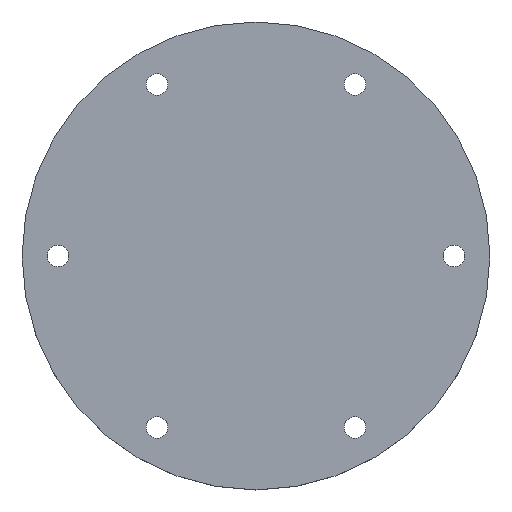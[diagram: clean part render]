
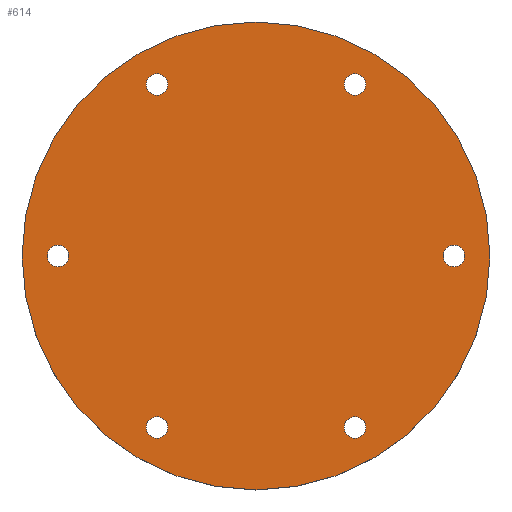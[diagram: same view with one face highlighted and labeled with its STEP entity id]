
A CAD part, top view. The second image highlights one B-rep face of the part: STEP entity #614.
In plain terms, the highlighted planar face has unit normal (0, 0, 1).
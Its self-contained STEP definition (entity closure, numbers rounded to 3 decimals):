
#99=CARTESIAN_POINT('',(0.,0.,15.));
#100=DIRECTION('',(0.,0.,1.));
#101=DIRECTION('',(1.,0.,0.));
#102=AXIS2_PLACEMENT_3D('',#99,#100,#101);
#104=CARTESIAN_POINT('',(0.,0.,15.));
#105=DIRECTION('',(0.,0.,1.));
#106=DIRECTION('',(-1.,0.,0.));
#107=AXIS2_PLACEMENT_3D('',#104,#105,#106);
#109=CARTESIAN_POINT('',(-55.,0.,15.));
#110=DIRECTION('',(0.,0.,1.));
#111=DIRECTION('',(1.,0.,0.));
#112=AXIS2_PLACEMENT_3D('',#109,#110,#111);
#114=CARTESIAN_POINT('',(-55.,0.,15.));
#115=DIRECTION('',(0.,0.,1.));
#116=DIRECTION('',(-1.,0.,0.));
#117=AXIS2_PLACEMENT_3D('',#114,#115,#116);
#119=CARTESIAN_POINT('',(-27.5,-47.631,15.));
#120=DIRECTION('',(0.,0.,1.));
#121=DIRECTION('',(0.5,0.866,0.));
#122=AXIS2_PLACEMENT_3D('',#119,#120,#121);
#124=CARTESIAN_POINT('',(-27.5,-47.631,15.));
#125=DIRECTION('',(0.,0.,1.));
#126=DIRECTION('',(-0.5,-0.866,0.));
#127=AXIS2_PLACEMENT_3D('',#124,#125,#126);
#129=CARTESIAN_POINT('',(27.5,-47.631,15.));
#130=DIRECTION('',(0.,0.,1.));
#131=DIRECTION('',(-0.5,0.866,0.));
#132=AXIS2_PLACEMENT_3D('',#129,#130,#131);
#134=CARTESIAN_POINT('',(27.5,-47.631,15.));
#135=DIRECTION('',(0.,0.,1.));
#136=DIRECTION('',(0.5,-0.866,0.));
#137=AXIS2_PLACEMENT_3D('',#134,#135,#136);
#139=CARTESIAN_POINT('',(55.,0.,15.));
#140=DIRECTION('',(0.,0.,1.));
#141=DIRECTION('',(-1.,0.,0.));
#142=AXIS2_PLACEMENT_3D('',#139,#140,#141);
#144=CARTESIAN_POINT('',(55.,0.,15.));
#145=DIRECTION('',(0.,0.,1.));
#146=DIRECTION('',(1.,0.,0.));
#147=AXIS2_PLACEMENT_3D('',#144,#145,#146);
#149=CARTESIAN_POINT('',(27.5,47.631,15.));
#150=DIRECTION('',(0.,0.,1.));
#151=DIRECTION('',(-0.5,-0.866,0.));
#152=AXIS2_PLACEMENT_3D('',#149,#150,#151);
#154=CARTESIAN_POINT('',(27.5,47.631,15.));
#155=DIRECTION('',(0.,0.,1.));
#156=DIRECTION('',(0.5,0.866,0.));
#157=AXIS2_PLACEMENT_3D('',#154,#155,#156);
#159=CARTESIAN_POINT('',(-27.5,47.631,15.));
#160=DIRECTION('',(0.,0.,1.));
#161=DIRECTION('',(0.5,-0.866,0.));
#162=AXIS2_PLACEMENT_3D('',#159,#160,#161);
#164=CARTESIAN_POINT('',(-27.5,47.631,15.));
#165=DIRECTION('',(0.,0.,1.));
#166=DIRECTION('',(-0.5,0.866,0.));
#167=AXIS2_PLACEMENT_3D('',#164,#165,#166);
#399=CARTESIAN_POINT('',(65.,0.,15.));
#400=CARTESIAN_POINT('',(-65.,0.,15.));
#401=VERTEX_POINT('',#399);
#402=VERTEX_POINT('',#400);
#431=CARTESIAN_POINT('',(-52.,0.,15.));
#432=CARTESIAN_POINT('',(-58.,0.,15.));
#433=VERTEX_POINT('',#431);
#434=VERTEX_POINT('',#432);
#439=CARTESIAN_POINT('',(-26.,-45.033,15.));
#440=CARTESIAN_POINT('',(-29.,-50.229,15.));
#441=VERTEX_POINT('',#439);
#442=VERTEX_POINT('',#440);
#447=CARTESIAN_POINT('',(26.,-45.033,15.));
#448=CARTESIAN_POINT('',(29.,-50.229,15.));
#449=VERTEX_POINT('',#447);
#450=VERTEX_POINT('',#448);
#455=CARTESIAN_POINT('',(52.,0.,15.));
#456=CARTESIAN_POINT('',(58.,0.,15.));
#457=VERTEX_POINT('',#455);
#458=VERTEX_POINT('',#456);
#463=CARTESIAN_POINT('',(26.,45.033,15.));
#464=CARTESIAN_POINT('',(29.,50.229,15.));
#465=VERTEX_POINT('',#463);
#466=VERTEX_POINT('',#464);
#471=CARTESIAN_POINT('',(-26.,45.033,15.));
#472=CARTESIAN_POINT('',(-29.,50.229,15.));
#473=VERTEX_POINT('',#471);
#474=VERTEX_POINT('',#472);
#569=CARTESIAN_POINT('',(0.,0.,15.));
#570=DIRECTION('',(0.,0.,1.));
#571=DIRECTION('',(1.,0.,0.));
#572=AXIS2_PLACEMENT_3D('',#569,#570,#571);
#573=PLANE('',#572);
#574=ORIENTED_EDGE('',*,*,#549,.F.);
#575=ORIENTED_EDGE('',*,*,#563,.F.);
#576=EDGE_LOOP('',(#574,#575));
#577=FACE_OUTER_BOUND('',#576,.F.);
#579=ORIENTED_EDGE('',*,*,#578,.T.);
#581=ORIENTED_EDGE('',*,*,#580,.T.);
#582=EDGE_LOOP('',(#579,#581));
#583=FACE_BOUND('',#582,.F.);
#585=ORIENTED_EDGE('',*,*,#584,.T.);
#587=ORIENTED_EDGE('',*,*,#586,.T.);
#588=EDGE_LOOP('',(#585,#587));
#589=FACE_BOUND('',#588,.F.);
#591=ORIENTED_EDGE('',*,*,#590,.T.);
#593=ORIENTED_EDGE('',*,*,#592,.T.);
#594=EDGE_LOOP('',(#591,#593));
#595=FACE_BOUND('',#594,.F.);
#597=ORIENTED_EDGE('',*,*,#596,.T.);
#599=ORIENTED_EDGE('',*,*,#598,.T.);
#600=EDGE_LOOP('',(#597,#599));
#601=FACE_BOUND('',#600,.F.);
#603=ORIENTED_EDGE('',*,*,#602,.T.);
#605=ORIENTED_EDGE('',*,*,#604,.T.);
#606=EDGE_LOOP('',(#603,#605));
#607=FACE_BOUND('',#606,.F.);
#609=ORIENTED_EDGE('',*,*,#608,.T.);
#611=ORIENTED_EDGE('',*,*,#610,.T.);
#612=EDGE_LOOP('',(#609,#611));
#613=FACE_BOUND('',#612,.F.);
#614=ADVANCED_FACE('',(#577,#583,#589,#595,#601,#607,#613),#573,.T.);
#103=CIRCLE('',#102,65.);
#108=CIRCLE('',#107,65.);
#113=CIRCLE('',#112,3.);
#118=CIRCLE('',#117,3.);
#123=CIRCLE('',#122,3.);
#128=CIRCLE('',#127,3.);
#133=CIRCLE('',#132,3.);
#138=CIRCLE('',#137,3.);
#143=CIRCLE('',#142,3.);
#148=CIRCLE('',#147,3.);
#153=CIRCLE('',#152,3.);
#158=CIRCLE('',#157,3.);
#163=CIRCLE('',#162,3.);
#168=CIRCLE('',#167,3.);
#549=EDGE_CURVE('',#401,#402,#103,.T.);
#563=EDGE_CURVE('',#402,#401,#108,.T.);
#578=EDGE_CURVE('',#433,#434,#113,.T.);
#580=EDGE_CURVE('',#434,#433,#118,.T.);
#584=EDGE_CURVE('',#441,#442,#123,.T.);
#586=EDGE_CURVE('',#442,#441,#128,.T.);
#590=EDGE_CURVE('',#449,#450,#133,.T.);
#592=EDGE_CURVE('',#450,#449,#138,.T.);
#596=EDGE_CURVE('',#457,#458,#143,.T.);
#598=EDGE_CURVE('',#458,#457,#148,.T.);
#602=EDGE_CURVE('',#465,#466,#153,.T.);
#604=EDGE_CURVE('',#466,#465,#158,.T.);
#608=EDGE_CURVE('',#473,#474,#163,.T.);
#610=EDGE_CURVE('',#474,#473,#168,.T.);
